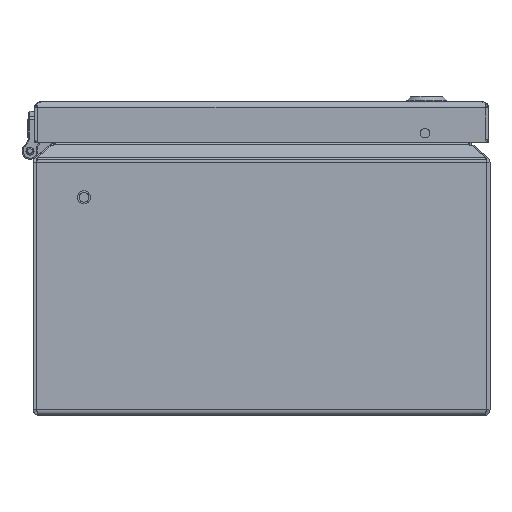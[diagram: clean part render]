
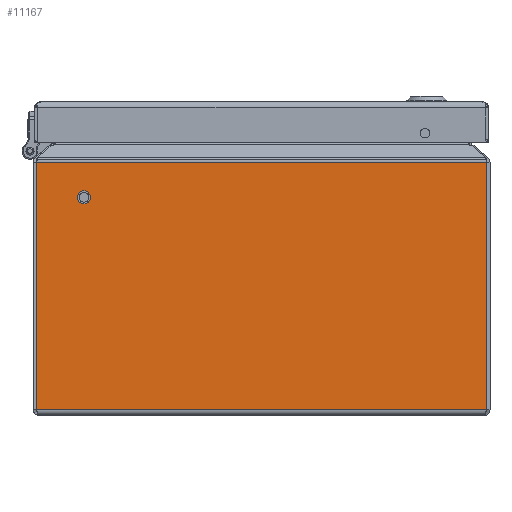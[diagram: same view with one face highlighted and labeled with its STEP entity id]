
A CAD part, front view. The second image highlights one B-rep face of the part: STEP entity #11167.
In plain terms, the highlighted planar face has unit normal (0, 1, 0).
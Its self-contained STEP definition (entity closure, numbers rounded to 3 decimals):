
#11167 = ADVANCED_FACE ( 'NONE', ( #52615, #109028 ), #165405, .F. ) ;
#28729 = CARTESIAN_POINT ( 'NONE',  ( -4.5, -9., 0.12 ) ) ;
#29485 = DIRECTION ( 'NONE',  ( -1., 0., 0. ) ) ;
#33916 = VERTEX_POINT ( 'NONE', #55131 ) ;
#34642 = DIRECTION ( 'NONE',  ( 0., 0., -1. ) ) ;
#35567 = LINE ( 'NONE', #116941, #149178 ) ;
#35915 = VERTEX_POINT ( 'NONE', #48869 ) ;
#37331 = EDGE_CURVE ( 'NONE', #40220, #65909, #98081, .T. ) ;
#40220 = VERTEX_POINT ( 'NONE', #96507 ) ;
#46468 = DIRECTION ( 'NONE',  ( 0., 0., -1. ) ) ;
#46470 = EDGE_CURVE ( 'NONE', #35915, #35915, #114702, .T. ) ;
#47086 = EDGE_CURVE ( 'NONE', #40220, #33916, #76544, .T. ) ;
#48869 = CARTESIAN_POINT ( 'NONE',  ( -3.5, -9., 4.203 ) ) ;
#52615 = FACE_BOUND ( 'NONE', #72326, .T. ) ;
#55131 = CARTESIAN_POINT ( 'NONE',  ( 4.44, -9., 4.993 ) ) ;
#57392 = AXIS2_PLACEMENT_3D ( 'NONE', #95158, #67408, #151564 ) ;
#65909 = VERTEX_POINT ( 'NONE', #149118 ) ;
#67408 = DIRECTION ( 'NONE',  ( 0., -1., 0. ) ) ;
#68858 = CARTESIAN_POINT ( 'NONE',  ( -4.44, -9., 4.993 ) ) ;
#68870 = ORIENTED_EDGE ( 'NONE', *, *, #46470, .F. ) ;
#72326 = EDGE_LOOP ( 'NONE', ( #68870 ) ) ;
#73331 = CARTESIAN_POINT ( 'NONE',  ( -3.5, -9., 4.299 ) ) ;
#76544 = LINE ( 'NONE', #117213, #179616 ) ;
#78547 = ORIENTED_EDGE ( 'NONE', *, *, #37331, .T. ) ;
#85879 = CARTESIAN_POINT ( 'NONE',  ( -4.5, -9., 4.993 ) ) ;
#89533 = DIRECTION ( 'NONE',  ( 0., 0., 1. ) ) ;
#95158 = CARTESIAN_POINT ( 'NONE',  ( -4.5, -9., 0. ) ) ;
#96507 = CARTESIAN_POINT ( 'NONE',  ( 4.44, -9., 0.12 ) ) ;
#98081 = LINE ( 'NONE', #28729, #172643 ) ;
#101047 = ORIENTED_EDGE ( 'NONE', *, *, #47086, .F. ) ;
#104789 = EDGE_LOOP ( 'NONE', ( #101047, #78547, #175183, #168395 ) ) ;
#109028 = FACE_OUTER_BOUND ( 'NONE', #104789, .T. ) ;
#114013 = DIRECTION ( 'NONE',  ( 0., 1., 0. ) ) ;
#114702 = CIRCLE ( 'NONE', #138347, 0.096 ) ;
#115595 = DIRECTION ( 'NONE',  ( -1., 0., 0. ) ) ;
#116941 = CARTESIAN_POINT ( 'NONE',  ( -4.44, -9., 0. ) ) ;
#117213 = CARTESIAN_POINT ( 'NONE',  ( 4.44, -9., 0. ) ) ;
#118884 = LINE ( 'NONE', #85879, #165642 ) ;
#138347 = AXIS2_PLACEMENT_3D ( 'NONE', #73331, #114013, #46468 ) ;
#149118 = CARTESIAN_POINT ( 'NONE',  ( -4.44, -9., 0.12 ) ) ;
#149178 = VECTOR ( 'NONE', #34642, 39.37 ) ;
#151564 = DIRECTION ( 'NONE',  ( 0., 0., -1. ) ) ;
#152636 = EDGE_CURVE ( 'NONE', #33916, #169104, #118884, .T. ) ;
#163316 = EDGE_CURVE ( 'NONE', #169104, #65909, #35567, .T. ) ;
#165405 = PLANE ( 'NONE',  #57392 ) ;
#165642 = VECTOR ( 'NONE', #29485, 39.37 ) ;
#168395 = ORIENTED_EDGE ( 'NONE', *, *, #152636, .F. ) ;
#169104 = VERTEX_POINT ( 'NONE', #68858 ) ;
#172643 = VECTOR ( 'NONE', #115595, 39.37 ) ;
#175183 = ORIENTED_EDGE ( 'NONE', *, *, #163316, .F. ) ;
#179616 = VECTOR ( 'NONE', #89533, 39.37 ) ;
